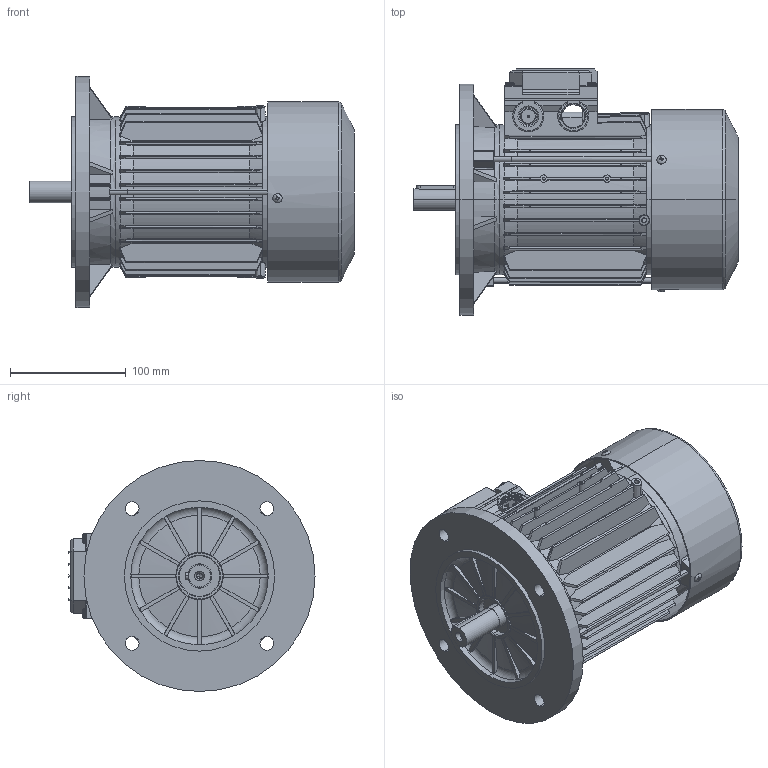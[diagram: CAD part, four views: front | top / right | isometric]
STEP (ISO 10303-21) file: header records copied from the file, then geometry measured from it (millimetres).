
FILE_DESCRIPTION (( 'STEP AP214' ), '1' );
FILE_NAME ('0ZYZ.STEP', '2024-04-23T23:50:30', ( '' ), ( '' ), 'SwSTEP 2.0', 'SolidWorks 2021', '' );
FILE_SCHEMA (( 'AUTOMOTIVE_DESIGN' ));
Length unit declared in the file: inch
Products named in the file (1): 0ZYZ
Bounding box: 281 x 213 x 200 mm (x, y, z)
Volume: 870330.9 mm3; surface area: 560399.7 mm2
Topology: 21 solids, 21 shells, 2867 faces, 7872 edges, 5099 vertices
Faces by surface type: plane 1080, cylinder 963, torus 341, cone 300, bspline 180, sphere 3
Entity records: 115164 total; most frequent: CARTESIAN_POINT 44279, ORIENTED_EDGE 15676, DIRECTION 13810, EDGE_CURVE 7838, AXIS2_PLACEMENT_3D 5215, VERTEX_POINT 5090, VECTOR 3380, LINE 3380
